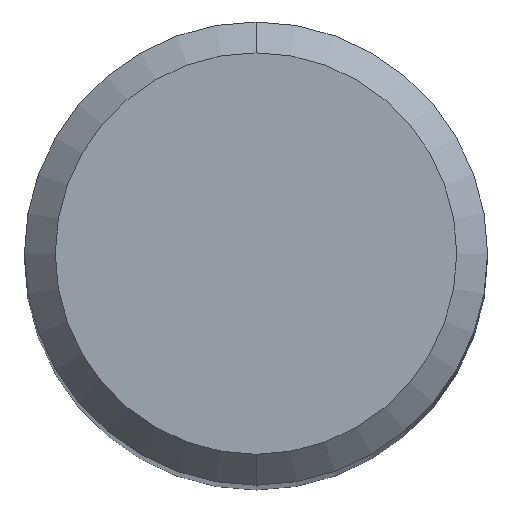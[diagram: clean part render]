
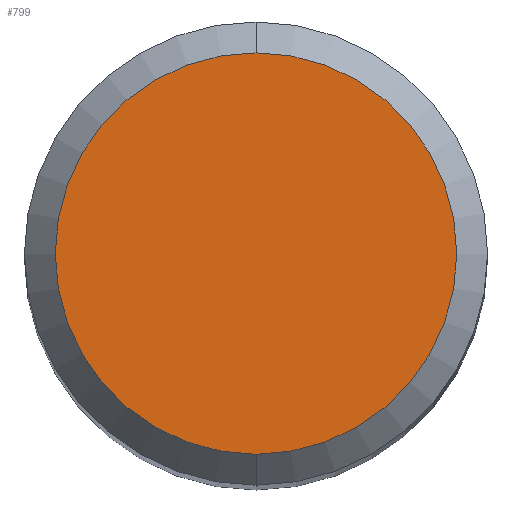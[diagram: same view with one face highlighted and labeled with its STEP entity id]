
A CAD part, top view. The second image highlights one B-rep face of the part: STEP entity #799.
In plain terms, the highlighted planar face has unit normal (0, 0, 1).
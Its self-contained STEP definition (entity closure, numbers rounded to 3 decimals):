
#629=EDGE_CURVE('',#675,#741,#1249,.T.);
#675=VERTEX_POINT('',#1301);
#741=VERTEX_POINT('',#1374);
#767=EDGE_CURVE('',#741,#675,#1402,.T.);
#799=ADVANCED_FACE('',(#1437),#1438,.T.);
#1249=CIRCLE('',#3874,2.6);
#1301=CARTESIAN_POINT('',(0.,-2.6,0.0));
#1374=CARTESIAN_POINT('',(0.0,2.6,0.0));
#1402=CIRCLE('',#6243,2.6);
#1437=FACE_OUTER_BOUND('',#6424,.T.);
#1438=PLANE('',#6425);
#3874=AXIS2_PLACEMENT_3D('',#7923,#7924,#7925);
#6243=AXIS2_PLACEMENT_3D('',#8092,#8093,#8094);
#6424=EDGE_LOOP('',(#8124,#8125));
#6425=AXIS2_PLACEMENT_3D('',#8126,#8127,#8128);
#7923=CARTESIAN_POINT('',(0.0,0.0,0.0));
#7924=DIRECTION('',(0.0,0.0,-1.0));
#7925=DIRECTION('',(0.0,1.0,0.0));
#8092=CARTESIAN_POINT('',(0.0,0.0,0.0));
#8093=DIRECTION('',(0.0,0.0,-1.0));
#8094=DIRECTION('',(0.0,1.0,0.0));
#8124=ORIENTED_EDGE('',*,*,#767,.F.);
#8125=ORIENTED_EDGE('',*,*,#629,.F.);
#8126=CARTESIAN_POINT('',(0.0,1.3,0.0));
#8127=DIRECTION('',(-0.0,0.0,1.0));
#8128=DIRECTION('',(0.0,-1.0,0.0));
